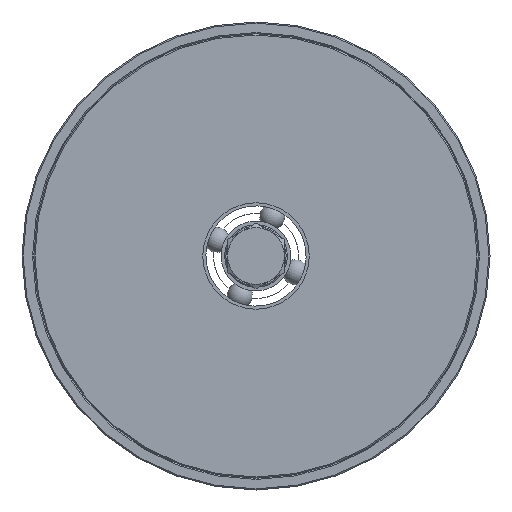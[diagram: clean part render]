
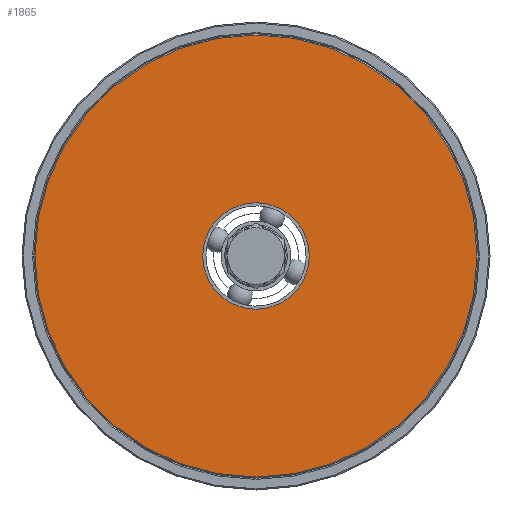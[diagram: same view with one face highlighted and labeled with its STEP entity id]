
A CAD part, left-side view. The second image highlights one B-rep face of the part: STEP entity #1865.
In plain terms, the highlighted planar face has unit normal (-1, 0, 0).
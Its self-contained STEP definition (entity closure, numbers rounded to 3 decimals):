
#110=FACE_BOUND('',#302,.T.);
#146=PLANE('',#2018);
#185=FACE_OUTER_BOUND('',#301,.T.);
#301=EDGE_LOOP('',(#1219,#1220));
#302=EDGE_LOOP('',(#1221,#1222));
#566=CIRCLE('',#2003,93.5);
#567=CIRCLE('',#2004,93.5);
#576=CIRCLE('',#2019,22.5);
#577=CIRCLE('',#2020,22.5);
#732=VERTEX_POINT('',#2932);
#733=VERTEX_POINT('',#2934);
#741=VERTEX_POINT('',#2962);
#742=VERTEX_POINT('',#2963);
#924=EDGE_CURVE('',#733,#732,#566,.T.);
#925=EDGE_CURVE('',#732,#733,#567,.T.);
#938=EDGE_CURVE('',#741,#742,#576,.T.);
#939=EDGE_CURVE('',#742,#741,#577,.T.);
#1219=ORIENTED_EDGE('',*,*,#924,.T.);
#1220=ORIENTED_EDGE('',*,*,#925,.T.);
#1221=ORIENTED_EDGE('',*,*,#938,.T.);
#1222=ORIENTED_EDGE('',*,*,#939,.T.);
#1865=ADVANCED_FACE('',(#185,#110),#146,.T.);
#2003=AXIS2_PLACEMENT_3D('',#2935,#2296,#2297);
#2004=AXIS2_PLACEMENT_3D('',#2936,#2298,#2299);
#2018=AXIS2_PLACEMENT_3D('',#2961,#2330,#2331);
#2019=AXIS2_PLACEMENT_3D('',#2964,#2332,#2333);
#2020=AXIS2_PLACEMENT_3D('',#2965,#2334,#2335);
#2296=DIRECTION('center_axis',(-1.,0.,0.));
#2297=DIRECTION('ref_axis',(0.,-1.,0.));
#2298=DIRECTION('center_axis',(-1.,0.,0.));
#2299=DIRECTION('ref_axis',(0.,-1.,0.));
#2330=DIRECTION('center_axis',(-1.,0.,0.));
#2331=DIRECTION('ref_axis',(0.,0.,1.));
#2332=DIRECTION('center_axis',(1.,0.,0.));
#2333=DIRECTION('ref_axis',(0.,1.,0.));
#2334=DIRECTION('center_axis',(1.,0.,0.));
#2335=DIRECTION('ref_axis',(0.,1.,0.));
#2932=CARTESIAN_POINT('',(-12.5,93.5,0.));
#2934=CARTESIAN_POINT('',(-12.5,-93.5,0.));
#2935=CARTESIAN_POINT('Origin',(-12.5,0.,0.));
#2936=CARTESIAN_POINT('Origin',(-12.5,0.,0.));
#2961=CARTESIAN_POINT('Origin',(-12.5,0.,0.));
#2962=CARTESIAN_POINT('',(-12.5,22.5,0.));
#2963=CARTESIAN_POINT('',(-12.5,-22.5,0.));
#2964=CARTESIAN_POINT('Origin',(-12.5,0.,0.));
#2965=CARTESIAN_POINT('Origin',(-12.5,0.,0.));
